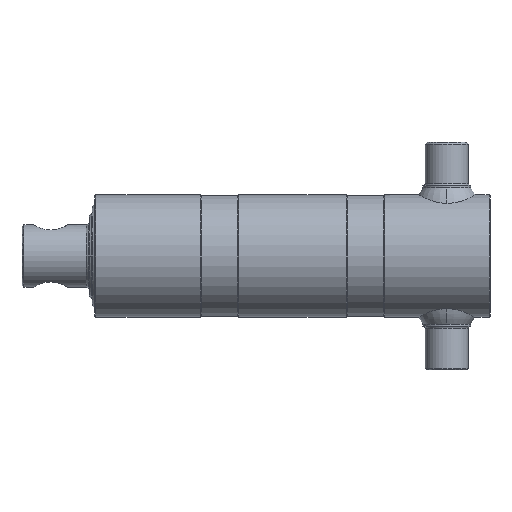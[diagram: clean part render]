
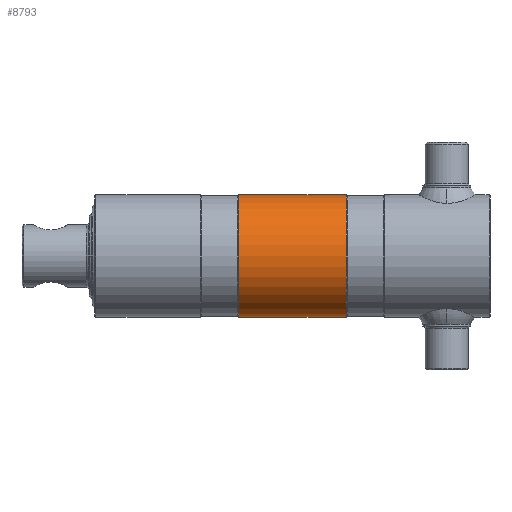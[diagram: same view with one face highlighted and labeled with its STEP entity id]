
A CAD part, left-side view. The second image highlights one B-rep face of the part: STEP entity #8793.
In plain terms, the highlighted cylindrical face has radius 64 mm (diameter 128 mm), a partial arc.
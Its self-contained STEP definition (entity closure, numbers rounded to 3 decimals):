
#178 = DIRECTION ( 'NONE',  ( 0., -1., 0. ) ) ;
#249 = LINE ( 'NONE', #3020, #7679 ) ;
#1500 = EDGE_CURVE ( 'NONE', #8109, #5754, #2177, .T. ) ;
#1753 = CARTESIAN_POINT ( 'NONE',  ( 0., 262., -64. ) ) ;
#1971 = CYLINDRICAL_SURFACE ( 'NONE', #5716, 64. ) ;
#2177 = CIRCLE ( 'NONE', #6278, 64. ) ;
#2405 = CARTESIAN_POINT ( 'NONE',  ( 0., 150., 64. ) ) ;
#2797 = CARTESIAN_POINT ( 'NONE',  ( 0., -30.734, 64. ) ) ;
#2844 = CARTESIAN_POINT ( 'NONE',  ( 0., 262., 0. ) ) ;
#3020 = CARTESIAN_POINT ( 'NONE',  ( 0., -30.734, -64. ) ) ;
#3302 = CARTESIAN_POINT ( 'NONE',  ( 0., -30.734, 0. ) ) ;
#3334 = EDGE_CURVE ( 'NONE', #5754, #5607, #249, .T. ) ;
#3370 = DIRECTION ( 'NONE',  ( 0., -1., 0. ) ) ;
#3566 = AXIS2_PLACEMENT_3D ( 'NONE', #7690, #3370, #8412 ) ;
#3583 = DIRECTION ( 'NONE',  ( 0., 0., -1. ) ) ;
#5317 = EDGE_CURVE ( 'NONE', #7571, #5607, #7101, .T. ) ;
#5486 = VECTOR ( 'NONE', #7845, 1000. ) ;
#5607 = VERTEX_POINT ( 'NONE', #7343 ) ;
#5654 = EDGE_LOOP ( 'NONE', ( #9170, #9049, #8704, #8349 ) ) ;
#5716 = AXIS2_PLACEMENT_3D ( 'NONE', #3302, #7593, #8345 ) ;
#5754 = VERTEX_POINT ( 'NONE', #1753 ) ;
#6278 = AXIS2_PLACEMENT_3D ( 'NONE', #2844, #7889, #3583 ) ;
#6733 = CARTESIAN_POINT ( 'NONE',  ( 0., 262., 64. ) ) ;
#7101 = CIRCLE ( 'NONE', #3566, 64. ) ;
#7343 = CARTESIAN_POINT ( 'NONE',  ( 0., 150., -64. ) ) ;
#7387 = LINE ( 'NONE', #2797, #5486 ) ;
#7571 = VERTEX_POINT ( 'NONE', #2405 ) ;
#7593 = DIRECTION ( 'NONE',  ( 0., -1., 0. ) ) ;
#7679 = VECTOR ( 'NONE', #178, 1000. ) ;
#7690 = CARTESIAN_POINT ( 'NONE',  ( 0., 150., 0. ) ) ;
#7714 = FACE_OUTER_BOUND ( 'NONE', #5654, .T. ) ;
#7845 = DIRECTION ( 'NONE',  ( 0., -1., 0. ) ) ;
#7889 = DIRECTION ( 'NONE',  ( 0., -1., 0. ) ) ;
#8109 = VERTEX_POINT ( 'NONE', #6733 ) ;
#8345 = DIRECTION ( 'NONE',  ( 0., 0., -1. ) ) ;
#8349 = ORIENTED_EDGE ( 'NONE', *, *, #5317, .F. ) ;
#8412 = DIRECTION ( 'NONE',  ( 0., 0., -1. ) ) ;
#8469 = EDGE_CURVE ( 'NONE', #8109, #7571, #7387, .T. ) ;
#8704 = ORIENTED_EDGE ( 'NONE', *, *, #3334, .T. ) ;
#8793 = ADVANCED_FACE ( 'NONE', ( #7714 ), #1971, .T. ) ;
#9049 = ORIENTED_EDGE ( 'NONE', *, *, #1500, .T. ) ;
#9170 = ORIENTED_EDGE ( 'NONE', *, *, #8469, .F. ) ;
